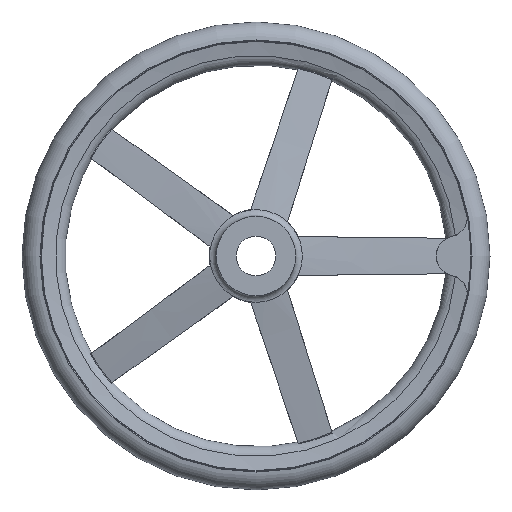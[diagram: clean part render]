
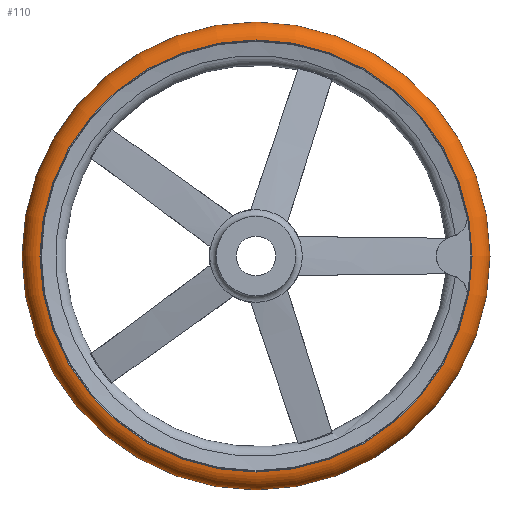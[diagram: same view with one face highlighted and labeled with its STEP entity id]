
A CAD part, front view. The second image highlights one B-rep face of the part: STEP entity #110.
In plain terms, the highlighted toroidal (fillet/blend) face has major radius 184 mm and minor radius 16 mm.
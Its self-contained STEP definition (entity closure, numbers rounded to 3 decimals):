
#110 = ADVANCED_FACE( '', ( #259, #260, #261 ), #262, .T. );
#259 = FACE_BOUND( '', #494, .T. );
#260 = FACE_OUTER_BOUND( '', #495, .T. );
#261 = FACE_OUTER_BOUND( '', #496, .T. );
#262 = TOROIDAL_SURFACE( '', #497, 184., 16. );
#494 = VERTEX_LOOP( '', #754 );
#495 = EDGE_LOOP( '', ( #755 ) );
#496 = EDGE_LOOP( '', ( #756 ) );
#497 = AXIS2_PLACEMENT_3D( '', #757, #758, #759 );
#754 = VERTEX_POINT( '', #1220 );
#755 = ORIENTED_EDGE( '', *, *, #1178, .T. );
#756 = ORIENTED_EDGE( '', *, *, #1221, .F. );
#757 = CARTESIAN_POINT( '', ( 0., 47., 0. ) );
#758 = DIRECTION( '', ( 0., -1., 0. ) );
#759 = DIRECTION( '', ( 0., 0., -1. ) );
#1178 = EDGE_CURVE( '', #1402, #1402, #1403, .T. );
#1220 = CARTESIAN_POINT( '', ( 0., 47., -200. ) );
#1221 = EDGE_CURVE( '', #1474, #1474, #1475, .T. );
#1402 = VERTEX_POINT( '', #1754 );
#1403 = CIRCLE( '', #1755, 184.667 );
#1474 = VERTEX_POINT( '', #1990 );
#1475 = CIRCLE( '', #1991, 184.667 );
#1754 = CARTESIAN_POINT( '', ( 0., 62.986, -184.667 ) );
#1755 = AXIS2_PLACEMENT_3D( '', #2672, #2673, #2674 );
#1990 = CARTESIAN_POINT( '', ( 0., 31.014, -184.667 ) );
#1991 = AXIS2_PLACEMENT_3D( '', #2711, #2712, #2713 );
#2672 = CARTESIAN_POINT( '', ( 0., 62.986, 0. ) );
#2673 = DIRECTION( '', ( 0., -1., 0. ) );
#2674 = DIRECTION( '', ( 0., 0., -1. ) );
#2711 = CARTESIAN_POINT( '', ( 0., 31.014, 0. ) );
#2712 = DIRECTION( '', ( 0., -1., 0. ) );
#2713 = DIRECTION( '', ( 0., 0., -1. ) );
